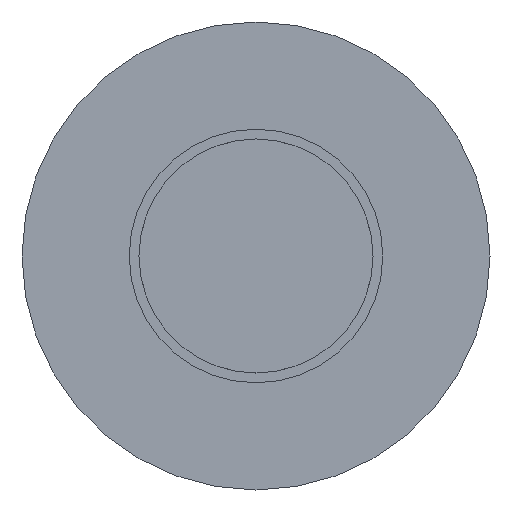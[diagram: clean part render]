
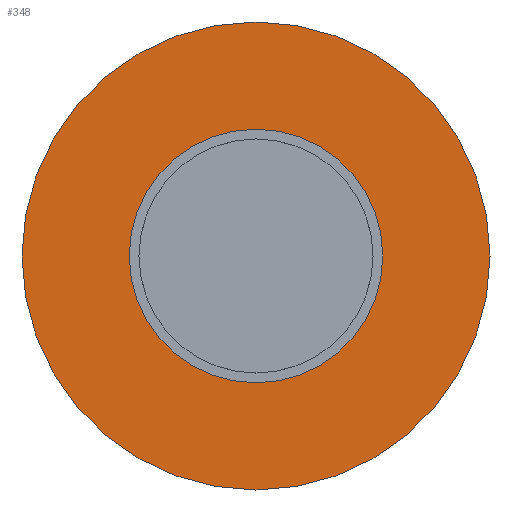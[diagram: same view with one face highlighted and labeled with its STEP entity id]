
A CAD part, left-side view. The second image highlights one B-rep face of the part: STEP entity #348.
In plain terms, the highlighted planar face has unit normal (-1, 0, 0).
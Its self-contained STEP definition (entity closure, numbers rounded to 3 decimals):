
#9 = CARTESIAN_POINT ( 'NONE',  ( 0., 0., 0. ) ) ;
#16 = CARTESIAN_POINT ( 'NONE',  ( 0., -6.5, 0. ) ) ;
#41 = CARTESIAN_POINT ( 'NONE',  ( 0., 0., 0. ) ) ;
#66 = AXIS2_PLACEMENT_3D ( 'NONE', #41, #707, #619 ) ;
#112 = ORIENTED_EDGE ( 'NONE', *, *, #779, .T. ) ;
#124 = ORIENTED_EDGE ( 'NONE', *, *, #401, .T. ) ;
#155 = FACE_OUTER_BOUND ( 'NONE', #476, .T. ) ;
#159 = DIRECTION ( 'NONE',  ( 0., -1., 0. ) ) ;
#210 = CARTESIAN_POINT ( 'NONE',  ( 0., -12., 0. ) ) ;
#223 = DIRECTION ( 'NONE',  ( 0., 0., 1. ) ) ;
#243 = CIRCLE ( 'NONE', #1006, 12. ) ;
#284 = CIRCLE ( 'NONE', #66, 6.5 ) ;
#314 = DIRECTION ( 'NONE',  ( -1., 0., 0. ) ) ;
#320 = PLANE ( 'NONE',  #990 ) ;
#348 = ADVANCED_FACE ( 'NONE', ( #463, #155 ), #320, .T. ) ;
#401 = EDGE_CURVE ( 'NONE', #954, #954, #243, .T. ) ;
#409 = VERTEX_POINT ( 'NONE', #16 ) ;
#442 = EDGE_LOOP ( 'NONE', ( #112 ) ) ;
#463 = FACE_BOUND ( 'NONE', #442, .T. ) ;
#476 = EDGE_LOOP ( 'NONE', ( #124 ) ) ;
#619 = DIRECTION ( 'NONE',  ( 0., -1., 0. ) ) ;
#662 = CARTESIAN_POINT ( 'NONE',  ( 0., 0., 0. ) ) ;
#707 = DIRECTION ( 'NONE',  ( 1., 0., 0. ) ) ;
#779 = EDGE_CURVE ( 'NONE', #409, #409, #284, .T. ) ;
#904 = DIRECTION ( 'NONE',  ( -1., 0., 0. ) ) ;
#954 = VERTEX_POINT ( 'NONE', #210 ) ;
#990 = AXIS2_PLACEMENT_3D ( 'NONE', #9, #904, #223 ) ;
#1006 = AXIS2_PLACEMENT_3D ( 'NONE', #662, #314, #159 ) ;
